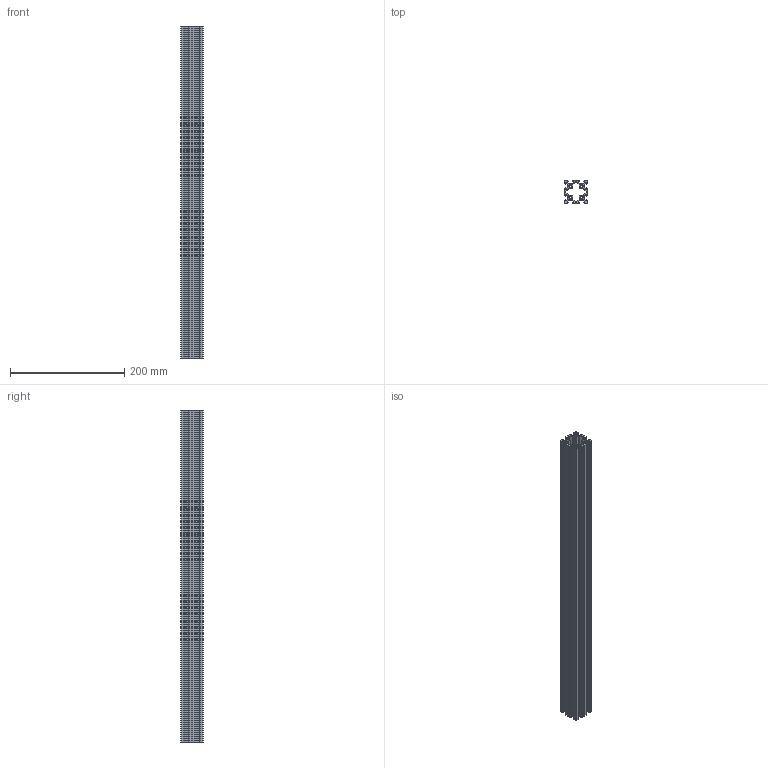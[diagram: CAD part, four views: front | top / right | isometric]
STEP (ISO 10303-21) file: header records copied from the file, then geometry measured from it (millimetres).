
FILE_DESCRIPTION(('STEP AP214'), '1');
FILE_NAME('40x40', '', ('UNSPECIFIED'), ('UNSPECIFIED'), 'ASCON STEP Converter 1.6', 'ASCON Math Kernel', '');
FILE_SCHEMA(('AUTOMOTIVE_DESIGN { 1 0 10303 214 3 1 1}'));
Length unit declared in the file: millimetre
Bounding box: 40 x 40 x 580 mm (x, y, z)
Volume: 293106.7 mm3; surface area: 267879.8 mm2
Topology: 1 solids, 1 shells, 274 faces, 816 edges, 544 vertices
Faces by surface type: plane 142, cylinder 132
Full cylindrical faces by diameter (mm): 5 x4
Entity records: 11542 total; most frequent: CARTESIAN_POINT 1635, DIRECTION 1634, ORIENTED_EDGE 1624, EDGE_CURVE 812, LINE 548, VECTOR 548, VERTEX_POINT 544, AXIS2_PLACEMENT_3D 543
